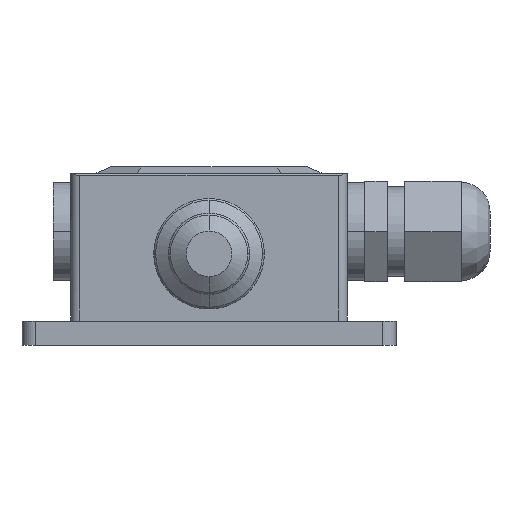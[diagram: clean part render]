
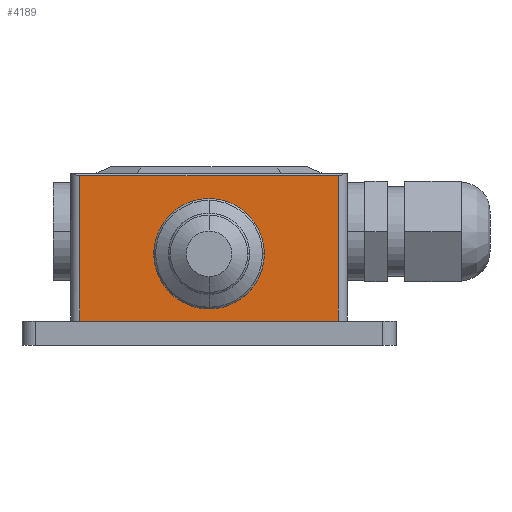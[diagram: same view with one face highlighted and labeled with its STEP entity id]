
A CAD part, front view. The second image highlights one B-rep face of the part: STEP entity #4189.
In plain terms, the highlighted planar face has unit normal (0, -1, 0).
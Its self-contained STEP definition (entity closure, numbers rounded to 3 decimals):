
#4094=CARTESIAN_POINT('',(71.,-35.0,5.4));
#4095=VERTEX_POINT('',#4094);
#4103=CARTESIAN_POINT('',(13.,-35.,5.4));
#4104=VERTEX_POINT('',#4103);
#4105=CARTESIAN_POINT('',(71.,-35.0,5.4));
#4106=DIRECTION('',(-1.0,0.0,0.0));
#4107=VECTOR('',#4106,58.);
#4108=LINE('',#4105,#4107);
#4109=EDGE_CURVE('',#4095,#4104,#4108,.T.);
#4132=CARTESIAN_POINT('',(71.,-35.,38.));
#4133=VERTEX_POINT('',#4132);
#4141=CARTESIAN_POINT('',(71.,-35.,38.));
#4142=DIRECTION('',(0.0,0.0,-1.0));
#4143=VECTOR('',#4142,32.6);
#4144=LINE('',#4141,#4143);
#4145=EDGE_CURVE('',#4133,#4095,#4144,.T.);
#4166=CARTESIAN_POINT('',(73.,-35.,38.));
#4167=DIRECTION('',(0.0,-1.0,0.0));
#4168=DIRECTION('',(1.0,0.0,0.0));
#4169=AXIS2_PLACEMENT_3D('',#4166,#4167,#4168);
#4170=PLANE('',#4169);
#4171=ORIENTED_EDGE('',*,*,#4145,.F.);
#4172=CARTESIAN_POINT('',(13.,-35.,38.));
#4173=VERTEX_POINT('',#4172);
#4174=CARTESIAN_POINT('',(71.,-35.,38.));
#4175=DIRECTION('',(-1.0,0.0,0.0));
#4176=VECTOR('',#4175,58.);
#4177=LINE('',#4174,#4176);
#4178=EDGE_CURVE('',#4133,#4173,#4177,.T.);
#4179=ORIENTED_EDGE('',*,*,#4178,.T.);
#4180=CARTESIAN_POINT('',(13.,-35.,5.4));
#4181=DIRECTION('',(0.0,0.0,1.0));
#4182=VECTOR('',#4181,32.6);
#4183=LINE('',#4180,#4182);
#4184=EDGE_CURVE('',#4104,#4173,#4183,.T.);
#4185=ORIENTED_EDGE('',*,*,#4184,.F.);
#4186=ORIENTED_EDGE('',*,*,#4109,.F.);
#4187=EDGE_LOOP('',(#4171,#4179,#4185,#4186));
#4188=FACE_OUTER_BOUND('',#4187,.T.);
#4189=ADVANCED_FACE('',(#4188),#4170,.T.);
